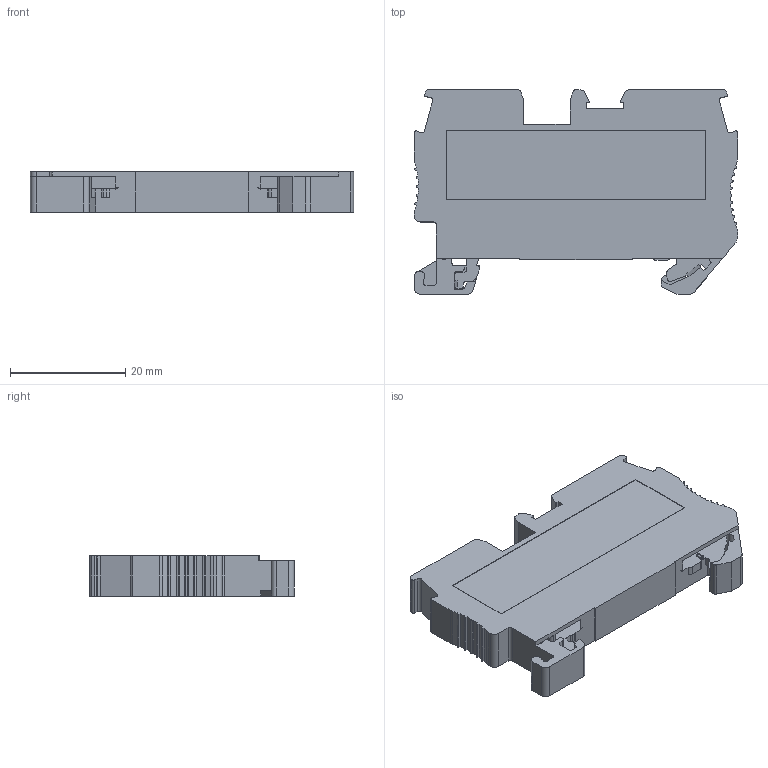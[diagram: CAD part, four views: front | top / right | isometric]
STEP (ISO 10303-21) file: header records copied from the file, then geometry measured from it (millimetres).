
FILE_DESCRIPTION(('STEP AP203'), '1');
FILE_NAME('MTS-4PE_3D', '2024-11-21T14:48:44', ('砐錪賧瘔蠈錪 Windows'), (''), 'C3D Converter', 'C3D Toolkit', '');
FILE_SCHEMA(('CONFIG_CONTROL_DESIGN'));
Length unit declared in the file: millimetre
Bounding box: 56 x 35.4 x 7 mm (x, y, z)
Volume: 8416.5 mm3; surface area: 7387 mm2
Topology: 1 solids, 9 shells, 550 faces, 1573 edges, 1034 vertices
Faces by surface type: plane 353, cylinder 177, cone 9, bspline 6, sphere 4, torus 1
Full cylindrical faces by diameter (mm): 1 x1, 1.5 x1, 1.8 x4, 2.1 x1, 2.4 x1
Entity records: 22982 total; most frequent: CARTESIAN_POINT 4023, ORIENTED_EDGE 3100, DIRECTION 2962, EDGE_CURVE 1550, LINE 1116, VECTOR 1116, VERTEX_POINT 1034, AXIS2_PLACEMENT_3D 923
